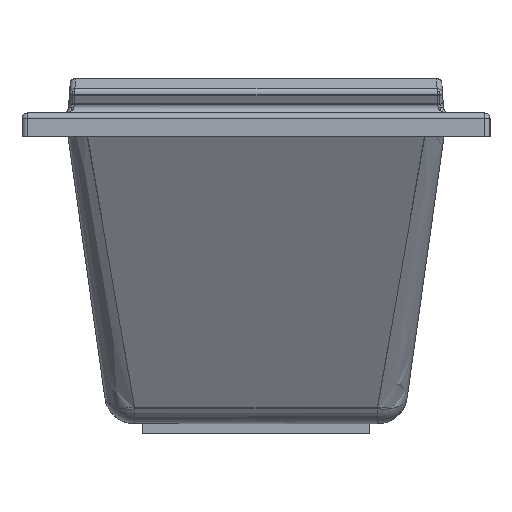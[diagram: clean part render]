
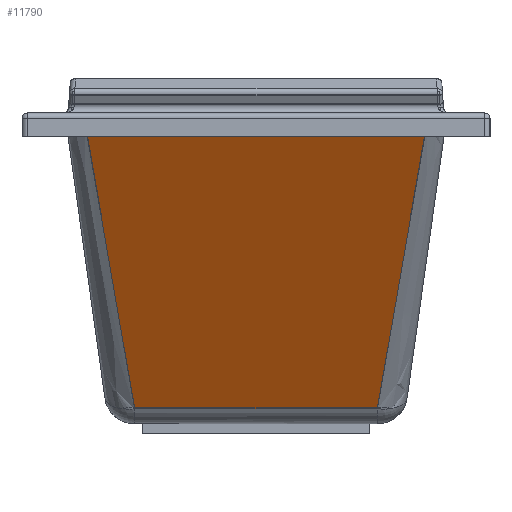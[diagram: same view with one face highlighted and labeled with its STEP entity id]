
A CAD part, left-side view. The second image highlights one B-rep face of the part: STEP entity #11790.
In plain terms, the highlighted planar face has unit normal (-0.866, 0, -0.5).
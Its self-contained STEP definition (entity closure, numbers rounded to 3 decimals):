
#11278=CARTESIAN_POINT('',(-530.296,181.585,-442.501));
#11279=VERTEX_POINT('',#11278);
#11374=CARTESIAN_POINT('',(-775.143,255.26,-18.413));
#11375=VERTEX_POINT('',#11374);
#11376=CARTESIAN_POINT('',(-530.296,181.585,-442.5));
#11377=CARTESIAN_POINT('',(-545.715,185.365,-415.793));
#11378=CARTESIAN_POINT('',(-561.103,189.314,-389.141));
#11379=CARTESIAN_POINT('',(-576.439,193.695,-362.578));
#11380=CARTESIAN_POINT('',(-580.432,194.836,-355.663));
#11381=CARTESIAN_POINT('',(-584.421,196.003,-348.753));
#11382=CARTESIAN_POINT('',(-588.407,197.195,-341.848));
#11383=CARTESIAN_POINT('',(-608.697,203.266,-306.705));
#11384=CARTESIAN_POINT('',(-628.911,210.062,-271.695));
#11385=CARTESIAN_POINT('',(-649.114,216.97,-236.701));
#11386=CARTESIAN_POINT('',(-651.999,217.957,-231.704));
#11387=CARTESIAN_POINT('',(-654.884,218.945,-226.707));
#11388=CARTESIAN_POINT('',(-657.769,219.932,-221.709));
#11389=CARTESIAN_POINT('',(-676.997,226.51,-188.406));
#11390=CARTESIAN_POINT('',(-696.236,233.022,-155.083));
#11391=CARTESIAN_POINT('',(-715.546,238.928,-121.638));
#11392=CARTESIAN_POINT('',(-721.504,240.751,-111.317));
#11393=CARTESIAN_POINT('',(-727.47,242.519,-100.985));
#11394=CARTESIAN_POINT('',(-733.442,244.228,-90.641));
#11395=CARTESIAN_POINT('',(-747.292,248.192,-66.652));
#11396=CARTESIAN_POINT('',(-761.214,251.82,-42.539));
#11397=CARTESIAN_POINT('',(-775.143,255.26,-18.413));
#11398=B_SPLINE_CURVE_WITH_KNOTS('',3,(#11376,#11377,#11378,#11379,#11380,#11381,#11382,#11383,#11384,#11385,#11386,#11387,#11388,#11389,#11390,#11391,#11392,#11393,#11394,#11395,#11396,#11397),.UNSPECIFIED.,.F.,.U.,(4,3,3,3,3,3,3,4),(250.688,411.691,453.607,666.945,697.41,900.439,963.093,1108.391),.UNSPECIFIED.);
#11399=EDGE_CURVE('',#11279,#11375,#11398,.T.);
#11651=CARTESIAN_POINT('',(-790.129,275.46,7.544));
#11652=VERTEX_POINT('',#11651);
#11653=CARTESIAN_POINT('',(-775.143,255.26,-18.413));
#11654=CARTESIAN_POINT('',(-777.673,255.881,-14.031));
#11655=CARTESIAN_POINT('',(-780.226,257.406,-9.609));
#11656=CARTESIAN_POINT('',(-782.581,259.954,-5.529));
#11657=CARTESIAN_POINT('',(-782.982,260.387,-4.835));
#11658=CARTESIAN_POINT('',(-783.377,260.85,-4.151));
#11659=CARTESIAN_POINT('',(-783.764,261.343,-3.48));
#11660=CARTESIAN_POINT('',(-784.51,262.292,-2.188));
#11661=CARTESIAN_POINT('',(-785.229,263.351,-0.942));
#11662=CARTESIAN_POINT('',(-785.909,264.519,0.235));
#11663=CARTESIAN_POINT('',(-786.444,265.437,1.161));
#11664=CARTESIAN_POINT('',(-786.954,266.422,2.044));
#11665=CARTESIAN_POINT('',(-787.433,267.47,2.874));
#11666=CARTESIAN_POINT('',(-788.521,269.853,4.759));
#11667=CARTESIAN_POINT('',(-789.445,272.565,6.359));
#11668=CARTESIAN_POINT('',(-790.129,275.46,7.544));
#11669=B_SPLINE_CURVE_WITH_KNOTS('',3,(#11653,#11654,#11655,#11656,#11657,#11658,#11659,#11660,#11661,#11662,#11663,#11664,#11665,#11666,#11667,#11668),.UNSPECIFIED.,.F.,.U.,(4,3,3,3,3,4),(550.22,569.596,572.894,579.242,584.23,595.567),.UNSPECIFIED.);
#11670=EDGE_CURVE('',#11375,#11652,#11669,.T.);
#11713=CARTESIAN_POINT('',(-784.33,0.,-2.5));
#11714=DIRECTION('',(-0.866,0.0,-0.5));
#11715=DIRECTION('',(-0.5,0.0,0.866));
#11716=AXIS2_PLACEMENT_3D('',#11713,#11714,#11715);
#11717=PLANE('',#11716);
#11718=CARTESIAN_POINT('',(-775.143,-255.26,-18.413));
#11719=VERTEX_POINT('',#11718);
#11720=CARTESIAN_POINT('',(-530.295,-181.588,-442.502));
#11721=VERTEX_POINT('',#11720);
#11722=CARTESIAN_POINT('',(-775.143,-255.26,-18.413));
#11723=CARTESIAN_POINT('',(-766.815,-253.203,-32.836));
#11724=CARTESIAN_POINT('',(-758.49,-251.102,-47.256));
#11725=CARTESIAN_POINT('',(-750.161,-248.914,-61.682));
#11726=CARTESIAN_POINT('',(-730.306,-243.466,-96.072));
#11727=CARTESIAN_POINT('',(-710.517,-237.484,-130.348));
#11728=CARTESIAN_POINT('',(-699.006,-233.817,-150.285));
#11729=CARTESIAN_POINT('',(-674.773,-225.806,-192.258));
#11730=CARTESIAN_POINT('',(-650.58,-217.47,-234.162));
#11731=CARTESIAN_POINT('',(-637.82,-213.066,-256.263));
#11732=CARTESIAN_POINT('',(-608.776,-203.282,-306.569));
#11733=CARTESIAN_POINT('',(-579.64,-194.371,-357.034));
#11734=CARTESIAN_POINT('',(-563.242,-189.784,-385.436));
#11735=CARTESIAN_POINT('',(-546.786,-185.628,-413.939));
#11736=CARTESIAN_POINT('',(-530.296,-181.585,-442.5));
#11737=B_SPLINE_CURVE_WITH_KNOTS('',5,(#11722,#11723,#11724,#11725,#11726,#11727,#11728,#11729,#11730,#11731,#11732,#11733,#11734,#11735,#11736),.UNSPECIFIED.,.F.,.U.,(6,3,3,3,6),(1409.56,1554.323,1756.235,1980.193,2267.175),.UNSPECIFIED.);
#11738=EDGE_CURVE('',#11719,#11721,#11737,.T.);
#11739=ORIENTED_EDGE('',*,*,#11738,.F.);
#11740=CARTESIAN_POINT('',(-790.129,-275.46,7.544));
#11741=VERTEX_POINT('',#11740);
#11742=CARTESIAN_POINT('',(-790.129,-275.46,7.544));
#11743=CARTESIAN_POINT('',(-789.884,-274.422,7.119));
#11744=CARTESIAN_POINT('',(-789.608,-273.406,6.641));
#11745=CARTESIAN_POINT('',(-789.304,-272.42,6.115));
#11746=CARTESIAN_POINT('',(-788.615,-270.183,4.922));
#11747=CARTESIAN_POINT('',(-787.783,-268.109,3.481));
#11748=CARTESIAN_POINT('',(-786.853,-266.262,1.87));
#11749=CARTESIAN_POINT('',(-785.126,-262.83,-1.122));
#11750=CARTESIAN_POINT('',(-783.072,-260.189,-4.68));
#11751=CARTESIAN_POINT('',(-780.915,-258.346,-8.415));
#11752=CARTESIAN_POINT('',(-779.043,-256.747,-11.657));
#11753=CARTESIAN_POINT('',(-777.087,-255.737,-15.045));
#11754=CARTESIAN_POINT('',(-775.143,-255.26,-18.413));
#11755=B_SPLINE_CURVE_WITH_KNOTS('',3,(#11742,#11743,#11744,#11745,#11746,#11747,#11748,#11749,#11750,#11751,#11752,#11753,#11754),.UNSPECIFIED.,.F.,.U.,(4,3,3,3,4),(1782.975,1787.043,1796.274,1813.429,1828.319),.UNSPECIFIED.);
#11756=EDGE_CURVE('',#11741,#11719,#11755,.T.);
#11757=ORIENTED_EDGE('',*,*,#11756,.F.);
#11758=CARTESIAN_POINT('',(-812.084,-272.801,45.572));
#11759=VERTEX_POINT('',#11758);
#11760=CARTESIAN_POINT('',(-812.084,-272.801,45.572));
#11761=DIRECTION('',(0.499,-0.06,-0.864));
#11762=VECTOR('',#11761,43.992);
#11763=LINE('',#11760,#11762);
#11764=EDGE_CURVE('',#11759,#11741,#11763,.T.);
#11765=ORIENTED_EDGE('',*,*,#11764,.F.);
#11766=CARTESIAN_POINT('',(-812.084,272.801,45.572));
#11767=VERTEX_POINT('',#11766);
#11768=CARTESIAN_POINT('',(-812.084,272.801,45.572));
#11769=DIRECTION('',(0.0,-1.0,0.0));
#11770=VECTOR('',#11769,545.602);
#11771=LINE('',#11768,#11770);
#11772=EDGE_CURVE('',#11759,#11767,#11771,.F.);
#11773=ORIENTED_EDGE('',*,*,#11772,.T.);
#11774=CARTESIAN_POINT('',(-812.084,272.801,45.572));
#11775=DIRECTION('',(0.499,0.06,-0.864));
#11776=VECTOR('',#11775,43.992);
#11777=LINE('',#11774,#11776);
#11778=EDGE_CURVE('',#11767,#11652,#11777,.T.);
#11779=ORIENTED_EDGE('',*,*,#11778,.T.);
#11780=ORIENTED_EDGE('',*,*,#11670,.F.);
#11781=ORIENTED_EDGE('',*,*,#11399,.F.);
#11782=CARTESIAN_POINT('',(-530.296,181.586,-442.5));
#11783=DIRECTION('',(0.0,-1.0,0.0));
#11784=VECTOR('',#11783,363.172);
#11785=LINE('',#11782,#11784);
#11786=EDGE_CURVE('',#11721,#11279,#11785,.F.);
#11787=ORIENTED_EDGE('',*,*,#11786,.F.);
#11788=EDGE_LOOP('',(#11739,#11757,#11765,#11773,#11779,#11780,#11781,#11787));
#11789=FACE_OUTER_BOUND('',#11788,.T.);
#11790=ADVANCED_FACE('',(#11789),#11717,.T.);
